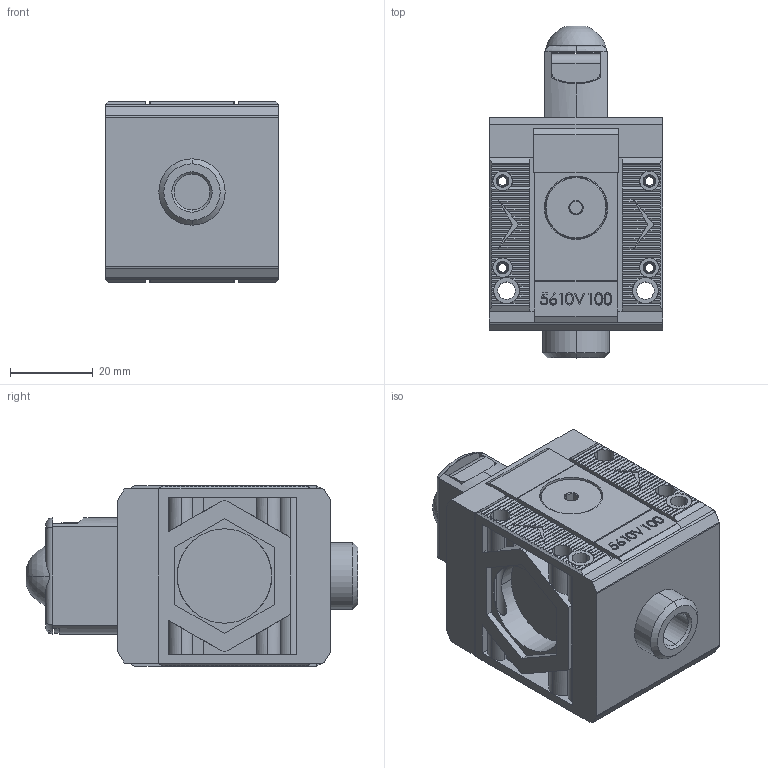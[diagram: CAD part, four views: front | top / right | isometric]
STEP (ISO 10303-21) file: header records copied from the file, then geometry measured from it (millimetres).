
FILE_DESCRIPTION(('HOOPS Exchange Step'),'2;1');
FILE_NAME('export-BD34B9EA-834B-417D-8E7A-FF6393BAEE0D.stp','2022-06-13T11:57:26+02:00',('Engineering'),('Alibre'),'HOOPS Exchange 2021.0','Alibre','Unknown authorisation');
FILE_SCHEMA( ('AP242_MANAGED_MODEL_BASED_3D_ENGINEERING_MIM_LF {1 0 10303 442 1 1 4 }') );
Length unit declared in the file: millimetre
Products named in the file (6): 5972-5 5610V100 Syntesi-SY1 V3V Manual SHUT-OFF Valve BODY; 5972-1 5610V100 Syntesi-SY1 V3V Manual SHUT-OFF Valve; 5972-2 5610V100 Syntesi-SY1 V3V Manual SHUT-OFF Flange; 5972-3 5610V100 Syntesi-SY1 V3V Manual SHUT-OFF PLUG SIZE 1; 5972-4 5610V100 Syntesi-SY1 V3V Manual SHUT-OFF Valve CODE PLATE; 5972 5610V100 Syntesi-SY1 V3V Manual SHUT-OFF Valve
Assembly tree (7 placements, depth 2):
  5972 5610V100 Syntesi-SY1 V3V Manual SHUT-OFF Valve
    5972-5 5610V100 Syntesi-SY1 V3V Manual SHUT-OFF Valve BODY
    5972-1 5610V100 Syntesi-SY1 V3V Manual SHUT-OFF Valve
    5972-2 5610V100 Syntesi-SY1 V3V Manual SHUT-OFF Flange
    5972-3 5610V100 Syntesi-SY1 V3V Manual SHUT-OFF PLUG SIZE 1  x2
    5972-4 5610V100 Syntesi-SY1 V3V Manual SHUT-OFF Valve CODE PLATE  x2
Bounding box: 41.8 x 80.07 x 43.6 mm (x, y, z)
Volume: 24996.3 mm3; surface area: 29147.5 mm2
Topology: 4 solids, 823 shells, 1258 faces, 5534 edges, 5060 vertices
Faces by surface type: plane 811, cylinder 365, cone 62, torus 16, sphere 4
Entity records: 56257 total; most frequent: CARTESIAN_POINT 12760, DIRECTION 8403, ORIENTED_EDGE 5752, EDGE_CURVE 5020, VERTEX_POINT 4694, VECTOR 3739, LINE 3739, AXIS2_PLACEMENT_3D 2332
